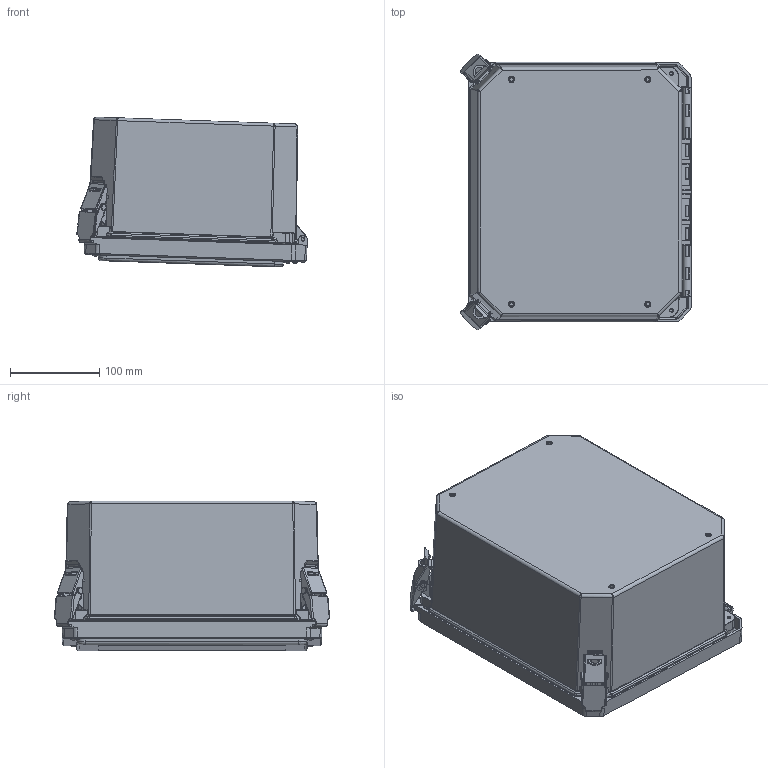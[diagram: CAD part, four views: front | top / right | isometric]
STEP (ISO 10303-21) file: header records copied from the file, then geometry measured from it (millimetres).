
FILE_DESCRIPTION (( 'STEP AP214' ), '1' );
FILE_NAME ('FRW100806HPL.STEP', '2021-10-07T16:43:02', ( '' ), ( '' ), 'SwSTEP 2.0', 'SolidWorks 2021', '' );
FILE_SCHEMA (( 'AUTOMOTIVE_DESIGN' ));
Length unit declared in the file: inch
Products named in the file (1): FRW100806HPL
Bounding box: 257.61 x 307.64 x 167.55 mm (x, y, z)
Volume: 1259680.5 mm3; surface area: 668133.6 mm2
Topology: 30 solids, 30 shells, 2406 faces, 6041 edges, 3645 vertices
Faces by surface type: cylinder 1041, plane 762, bspline 361, torus 157, cone 60, sphere 25
Entity records: 96281 total; most frequent: CARTESIAN_POINT 42909, ORIENTED_EDGE 11922, DIRECTION 9621, EDGE_CURVE 5961, VERTEX_POINT 3641, AXIS2_PLACEMENT_3D 3375, LINE 2871, VECTOR 2871
